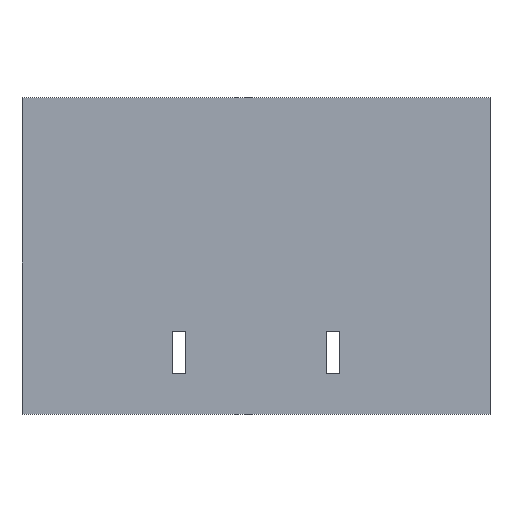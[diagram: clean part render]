
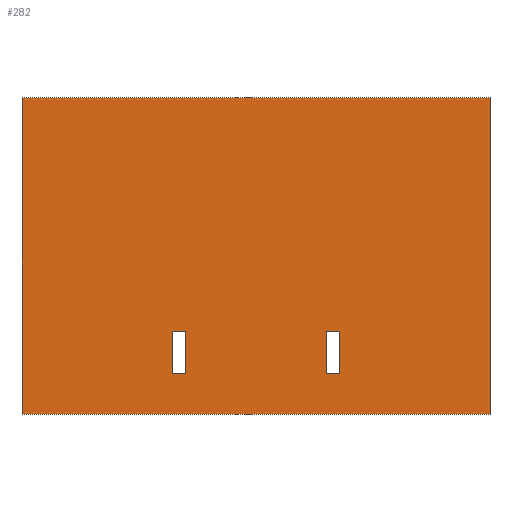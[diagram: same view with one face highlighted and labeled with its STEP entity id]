
A CAD part, top view. The second image highlights one B-rep face of the part: STEP entity #282.
In plain terms, the highlighted planar face has unit normal (0, 0, 1).
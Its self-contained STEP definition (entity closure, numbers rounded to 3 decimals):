
#17=FACE_BOUND('',#49,.T.);
#18=FACE_BOUND('',#50,.T.);
#32=FACE_OUTER_BOUND('',#48,.T.);
#48=EDGE_LOOP('',(#243,#244,#245,#246));
#49=EDGE_LOOP('',(#247,#248,#249,#250));
#50=EDGE_LOOP('',(#251,#252,#253,#254));
#53=LINE('',#385,#89);
#56=LINE('',#391,#92);
#59=LINE('',#397,#95);
#62=LINE('',#401,#98);
#65=LINE('',#409,#101);
#68=LINE('',#415,#104);
#71=LINE('',#421,#107);
#74=LINE('',#425,#110);
#77=LINE('',#433,#113);
#80=LINE('',#439,#116);
#83=LINE('',#445,#119);
#86=LINE('',#449,#122);
#89=VECTOR('',#317,10.);
#92=VECTOR('',#322,10.);
#95=VECTOR('',#327,10.);
#98=VECTOR('',#332,10.);
#101=VECTOR('',#337,10.);
#104=VECTOR('',#342,10.);
#107=VECTOR('',#347,10.);
#110=VECTOR('',#352,10.);
#113=VECTOR('',#357,10.);
#116=VECTOR('',#362,10.);
#119=VECTOR('',#367,10.);
#122=VECTOR('',#372,10.);
#125=VERTEX_POINT('',#382);
#126=VERTEX_POINT('',#384);
#128=VERTEX_POINT('',#390);
#130=VERTEX_POINT('',#396);
#133=VERTEX_POINT('',#406);
#134=VERTEX_POINT('',#408);
#136=VERTEX_POINT('',#414);
#138=VERTEX_POINT('',#420);
#141=VERTEX_POINT('',#430);
#142=VERTEX_POINT('',#432);
#144=VERTEX_POINT('',#438);
#146=VERTEX_POINT('',#444);
#149=EDGE_CURVE('',#126,#125,#53,.T.);
#152=EDGE_CURVE('',#128,#126,#56,.T.);
#155=EDGE_CURVE('',#130,#128,#59,.T.);
#158=EDGE_CURVE('',#125,#130,#62,.T.);
#161=EDGE_CURVE('',#134,#133,#65,.T.);
#164=EDGE_CURVE('',#136,#134,#68,.T.);
#167=EDGE_CURVE('',#138,#136,#71,.T.);
#170=EDGE_CURVE('',#133,#138,#74,.T.);
#173=EDGE_CURVE('',#142,#141,#77,.T.);
#176=EDGE_CURVE('',#144,#142,#80,.T.);
#179=EDGE_CURVE('',#146,#144,#83,.T.);
#182=EDGE_CURVE('',#141,#146,#86,.T.);
#243=ORIENTED_EDGE('',*,*,#182,.T.);
#244=ORIENTED_EDGE('',*,*,#179,.T.);
#245=ORIENTED_EDGE('',*,*,#176,.T.);
#246=ORIENTED_EDGE('',*,*,#173,.T.);
#247=ORIENTED_EDGE('',*,*,#170,.T.);
#248=ORIENTED_EDGE('',*,*,#167,.T.);
#249=ORIENTED_EDGE('',*,*,#164,.T.);
#250=ORIENTED_EDGE('',*,*,#161,.T.);
#251=ORIENTED_EDGE('',*,*,#158,.T.);
#252=ORIENTED_EDGE('',*,*,#155,.T.);
#253=ORIENTED_EDGE('',*,*,#152,.T.);
#254=ORIENTED_EDGE('',*,*,#149,.T.);
#268=PLANE('',#310);
#282=ADVANCED_FACE('',(#32,#17,#18),#268,.T.);
#310=AXIS2_PLACEMENT_3D('',#451,#375,#376);
#317=DIRECTION('',(0.,-1.,0.));
#322=DIRECTION('',(1.,0.,0.));
#327=DIRECTION('',(0.,1.,0.));
#332=DIRECTION('',(-1.,0.,0.));
#337=DIRECTION('',(0.,1.,0.));
#342=DIRECTION('',(-1.,0.,0.));
#347=DIRECTION('',(0.,-1.,0.));
#352=DIRECTION('',(1.,0.,0.));
#357=DIRECTION('',(0.,-1.,0.));
#362=DIRECTION('',(-1.,0.,0.));
#367=DIRECTION('',(0.,1.,0.));
#372=DIRECTION('',(1.,0.,0.));
#375=DIRECTION('center_axis',(0.,0.,1.));
#376=DIRECTION('ref_axis',(1.,0.,0.));
#382=CARTESIAN_POINT('',(-25.5,-60.075,8.998));
#384=CARTESIAN_POINT('',(-25.5,-45.,8.998));
#385=CARTESIAN_POINT('',(-25.5,-45.,8.998));
#390=CARTESIAN_POINT('',(-30.5,-45.,8.998));
#391=CARTESIAN_POINT('',(-30.5,-45.,8.998));
#396=CARTESIAN_POINT('',(-30.5,-60.075,8.998));
#397=CARTESIAN_POINT('',(-30.5,-60.075,8.998));
#401=CARTESIAN_POINT('',(-25.5,-60.075,8.998));
#406=CARTESIAN_POINT('',(25.5,-45.,8.998));
#408=CARTESIAN_POINT('',(25.5,-60.075,8.998));
#409=CARTESIAN_POINT('',(25.5,-60.075,8.998));
#414=CARTESIAN_POINT('',(30.5,-60.075,8.998));
#415=CARTESIAN_POINT('',(30.5,-60.075,8.998));
#420=CARTESIAN_POINT('',(30.5,-45.,8.998));
#421=CARTESIAN_POINT('',(30.5,-45.,8.998));
#425=CARTESIAN_POINT('',(25.5,-45.,8.998));
#430=CARTESIAN_POINT('',(-85.,-75.,8.998));
#432=CARTESIAN_POINT('',(-85.,40.,8.998));
#433=CARTESIAN_POINT('',(-85.,40.,8.998));
#438=CARTESIAN_POINT('',(85.,40.,8.998));
#439=CARTESIAN_POINT('',(85.,40.,8.998));
#444=CARTESIAN_POINT('',(85.,-75.,8.998));
#445=CARTESIAN_POINT('',(85.,-75.,8.998));
#449=CARTESIAN_POINT('',(-85.,-75.,8.998));
#451=CARTESIAN_POINT('Origin',(0.,-17.5,8.998));
